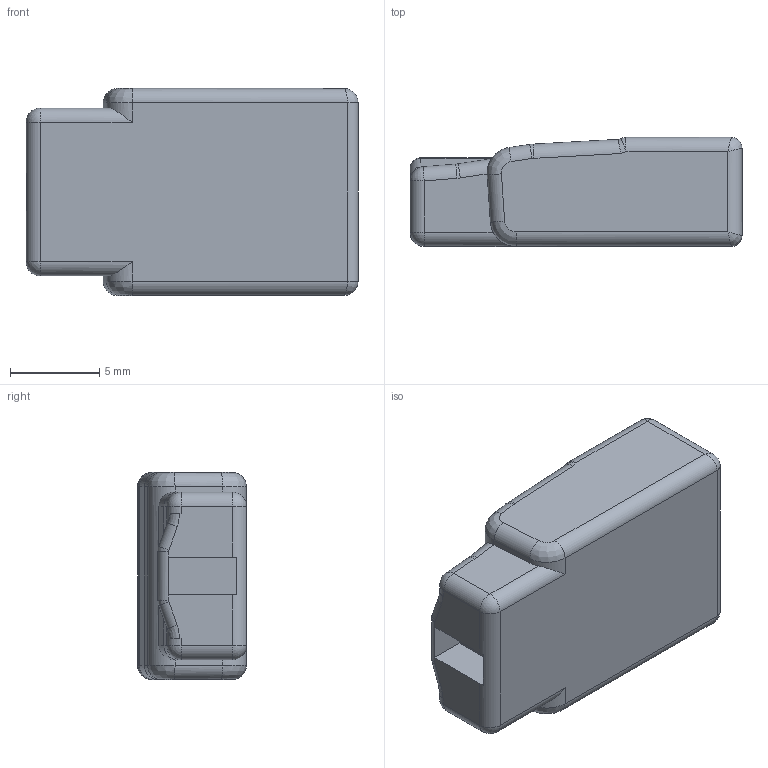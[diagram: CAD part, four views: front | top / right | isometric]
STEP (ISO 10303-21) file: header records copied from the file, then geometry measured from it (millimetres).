
FILE_DESCRIPTION (( 'STEP AP203' ), '1' );
FILE_NAME ('2773-402.step', '2024-11-06T21:09:25', ( '' ), ( '' ), 'SwSTEP 2.0', 'SolidWorks 2023', '' );
FILE_SCHEMA (( 'CONFIG_CONTROL_DESIGN' ));
Length unit declared in the file: millimetre
Products named in the file (1): 2773-402
Bounding box: 18.6 x 6.1 x 11.6 mm (x, y, z)
Volume: 1032.8 mm3; surface area: 817.7 mm2
Topology: 1 solids, 1 shells, 131 faces, 333 edges, 200 vertices
Faces by surface type: cylinder 55, plane 54, bspline 12, sphere 6, torus 4
Entity records: 4607 total; most frequent: CARTESIAN_POINT 1552, ORIENTED_EDGE 654, DIRECTION 561, EDGE_CURVE 327, VERTEX_POINT 200, LINE 193, VECTOR 193, AXIS2_PLACEMENT_3D 184
